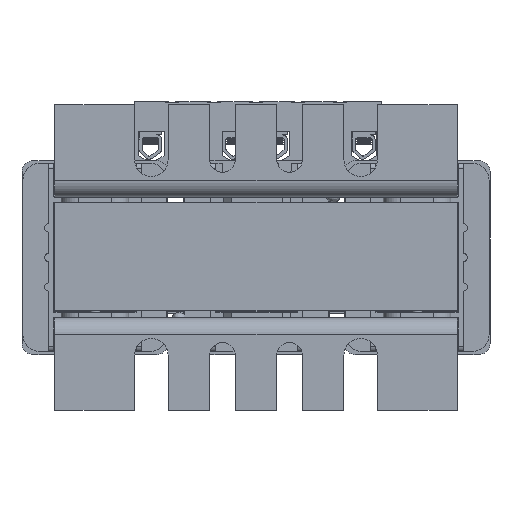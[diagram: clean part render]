
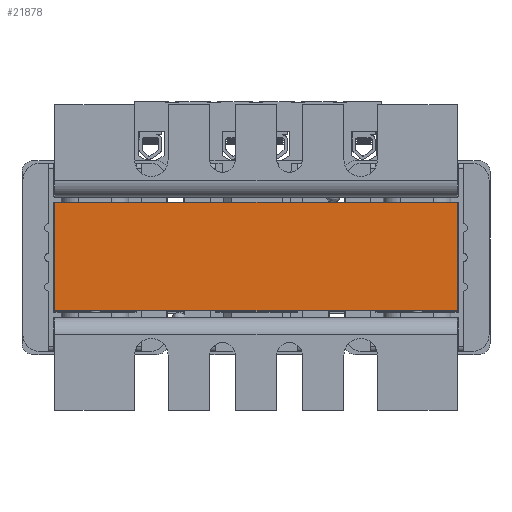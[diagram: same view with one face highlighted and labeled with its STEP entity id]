
A CAD part, front view. The second image highlights one B-rep face of the part: STEP entity #21878.
In plain terms, the highlighted planar face has unit normal (0, -1, 0).
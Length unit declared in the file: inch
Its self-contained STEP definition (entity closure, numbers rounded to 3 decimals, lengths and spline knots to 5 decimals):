
#1345=PLANE('',#23474);
#2047=FACE_OUTER_BOUND('',#3249,.T.);
#3249=EDGE_LOOP('',(#15107,#15108,#15109,#15110));
#4583=LINE('',#30586,#6821);
#4596=LINE('',#30611,#6834);
#4616=LINE('',#30651,#6854);
#4617=LINE('',#30653,#6855);
#6821=VECTOR('',#25103,0.3937);
#6834=VECTOR('',#25118,0.3937);
#6854=VECTOR('',#25158,0.3937);
#6855=VECTOR('',#25161,0.3937);
#9606=VERTEX_POINT('',#30582);
#9608=VERTEX_POINT('',#30585);
#9618=VERTEX_POINT('',#30607);
#9629=VERTEX_POINT('',#30649);
#11771=EDGE_CURVE('',#9608,#9606,#4583,.T.);
#11784=EDGE_CURVE('',#9618,#9608,#4596,.T.);
#11804=EDGE_CURVE('',#9606,#9629,#4616,.T.);
#11805=EDGE_CURVE('',#9629,#9618,#4617,.T.);
#15107=ORIENTED_EDGE('',*,*,#11805,.T.);
#15108=ORIENTED_EDGE('',*,*,#11784,.T.);
#15109=ORIENTED_EDGE('',*,*,#11771,.T.);
#15110=ORIENTED_EDGE('',*,*,#11804,.T.);
#21878=ADVANCED_FACE('',(#2047),#1345,.T.);
#23474=AXIS2_PLACEMENT_3D('',#30652,#25159,#25160);
#25103=DIRECTION('',(1.,0.,0.));
#25118=DIRECTION('',(0.,0.,-1.));
#25158=DIRECTION('',(0.,0.,1.));
#25159=DIRECTION('center_axis',(0.,-1.,0.));
#25160=DIRECTION('ref_axis',(0.,0.,-1.));
#25161=DIRECTION('',(-1.,0.,0.));
#30582=CARTESIAN_POINT('',(4.6875,0.,-0.81));
#30585=CARTESIAN_POINT('',(-1.3125,0.,-0.81));
#30586=CARTESIAN_POINT('',(4.6875,0.,-0.81));
#30607=CARTESIAN_POINT('',(-1.3125,0.,0.81));
#30611=CARTESIAN_POINT('',(-1.3125,0.,0.));
#30649=CARTESIAN_POINT('',(4.6875,0.,0.81));
#30651=CARTESIAN_POINT('',(4.6875,0.,0.));
#30652=CARTESIAN_POINT('Origin',(4.6875,0.,0.));
#30653=CARTESIAN_POINT('',(4.6875,0.,0.81));
